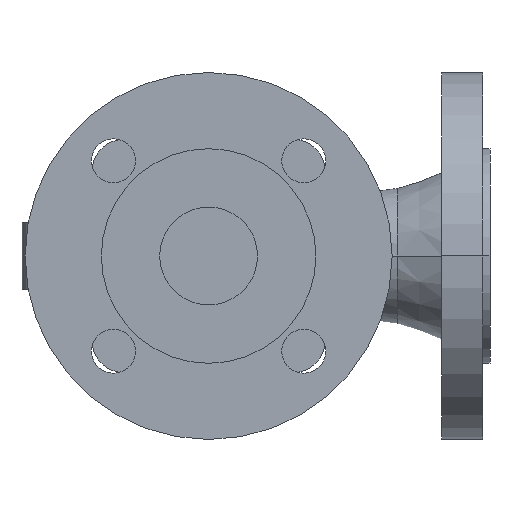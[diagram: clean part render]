
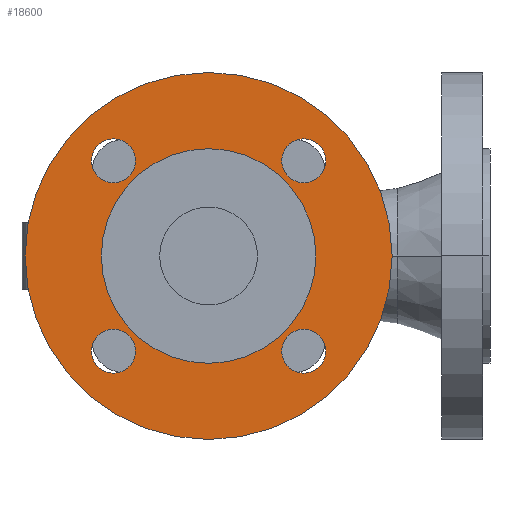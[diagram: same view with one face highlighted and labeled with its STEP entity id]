
A CAD part, front view. The second image highlights one B-rep face of the part: STEP entity #18600.
In plain terms, the highlighted planar face has unit normal (0, -1, 0).
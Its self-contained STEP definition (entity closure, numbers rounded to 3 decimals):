
#3540=CARTESIAN_POINT('',(-43.85,3.,0.));
#3550=VERTEX_POINT('',#3540);
#3710=CARTESIAN_POINT('',(43.85,3.,0.));
#3720=VERTEX_POINT('',#3710);
#3750=CARTESIAN_POINT('',(0.,3.,0.));
#3760=DIRECTION('',(0.,-1.,-0.));
#3770=DIRECTION('',(-1.,0.,0.));
#3780=AXIS2_PLACEMENT_3D('',#3750,#3760,#3770);
#3790=CIRCLE('',#3780,43.85);
#3800=EDGE_CURVE('',#3550,#3720,#3790,.T.);
#3940=CARTESIAN_POINT('',(-75.,3.,0.));
#3950=VERTEX_POINT('',#3940);
#4130=CARTESIAN_POINT('',(75.,3.,0.));
#4140=VERTEX_POINT('',#4130);
#4170=CARTESIAN_POINT('',(0.,3.,0.));
#4180=DIRECTION('',(0.,-1.,-0.));
#4190=DIRECTION('',(-1.,0.,0.));
#4200=AXIS2_PLACEMENT_3D('',#4170,#4180,#4190);
#4210=CIRCLE('',#4200,75.);
#4220=EDGE_CURVE('',#4140,#3950,#4210,.T.);
#11380=CARTESIAN_POINT('',(29.891,3.,-38.891));
#11390=VERTEX_POINT('',#11380);
#11420=CARTESIAN_POINT('',(38.891,3.,-38.891));
#11430=DIRECTION('',(-0.,1.,0.));
#11440=DIRECTION('',(1.,0.,0.));
#11450=AXIS2_PLACEMENT_3D('',#11420,#11430,#11440);
#11460=CIRCLE('',#11450,9.);
#11470=CARTESIAN_POINT('',(47.891,3.,-38.891));
#11480=VERTEX_POINT('',#11470);
#11490=EDGE_CURVE('',#11390,#11480,#11460,.T.);
#11800=CARTESIAN_POINT('',(29.891,3.,38.891));
#11810=VERTEX_POINT('',#11800);
#11970=CARTESIAN_POINT('',(47.891,3.,38.891));
#11980=VERTEX_POINT('',#11970);
#12010=CARTESIAN_POINT('',(38.891,3.,38.891));
#12020=DIRECTION('',(-0.,1.,0.));
#12030=DIRECTION('',(1.,0.,0.));
#12040=AXIS2_PLACEMENT_3D('',#12010,#12020,#12030);
#12050=CIRCLE('',#12040,9.);
#12060=EDGE_CURVE('',#11980,#11810,#12050,.T.);
#12220=CARTESIAN_POINT('',(-29.891,3.,38.891));
#12230=VERTEX_POINT('',#12220);
#12390=CARTESIAN_POINT('',(-47.891,3.,38.891));
#12400=VERTEX_POINT('',#12390);
#12430=CARTESIAN_POINT('',(-38.891,3.,38.891));
#12440=DIRECTION('',(-0.,1.,0.));
#12450=DIRECTION('',(1.,0.,0.));
#12460=AXIS2_PLACEMENT_3D('',#12430,#12440,#12450);
#12470=CIRCLE('',#12460,9.);
#12480=EDGE_CURVE('',#12400,#12230,#12470,.T.);
#12640=CARTESIAN_POINT('',(-47.891,3.,-38.891));
#12650=VERTEX_POINT('',#12640);
#12680=CARTESIAN_POINT('',(-38.891,3.,-38.891));
#12690=DIRECTION('',(-0.,1.,0.));
#12700=DIRECTION('',(1.,0.,0.));
#12710=AXIS2_PLACEMENT_3D('',#12680,#12690,#12700);
#12720=CIRCLE('',#12710,9.);
#12730=CARTESIAN_POINT('',(-29.891,3.,-38.891));
#12740=VERTEX_POINT('',#12730);
#12750=EDGE_CURVE('',#12650,#12740,#12720,.T.);
#18250=CARTESIAN_POINT('',(-59.425,3.,0.));
#18260=DIRECTION('',(0.,-1.,-0.));
#18270=DIRECTION('',(-1.,0.,0.));
#18280=AXIS2_PLACEMENT_3D('',#18250,#18260,#18270);
#18290=PLANE('',#18280);
#18300=EDGE_CURVE('',#12740,#12650,#12720,.T.);
#18310=ORIENTED_EDGE('',*,*,#18300,.T.);
#18320=ORIENTED_EDGE('',*,*,#12750,.T.);
#18330=EDGE_LOOP('',(#18320,#18310));
#18340=FACE_BOUND('',#18330,.T.);
#18350=EDGE_CURVE('',#12230,#12400,#12470,.T.);
#18360=ORIENTED_EDGE('',*,*,#18350,.T.);
#18370=ORIENTED_EDGE('',*,*,#12480,.T.);
#18380=EDGE_LOOP('',(#18370,#18360));
#18390=FACE_BOUND('',#18380,.T.);
#18400=EDGE_CURVE('',#11810,#11980,#12050,.T.);
#18410=ORIENTED_EDGE('',*,*,#18400,.T.);
#18420=ORIENTED_EDGE('',*,*,#12060,.T.);
#18430=EDGE_LOOP('',(#18420,#18410));
#18440=FACE_BOUND('',#18430,.T.);
#18450=EDGE_CURVE('',#11480,#11390,#11460,.T.);
#18460=ORIENTED_EDGE('',*,*,#18450,.T.);
#18470=ORIENTED_EDGE('',*,*,#11490,.T.);
#18480=EDGE_LOOP('',(#18470,#18460));
#18490=FACE_BOUND('',#18480,.T.);
#18500=EDGE_CURVE('',#3720,#3550,#3790,.T.);
#18510=ORIENTED_EDGE('',*,*,#18500,.F.);
#18520=ORIENTED_EDGE('',*,*,#3800,.F.);
#18530=EDGE_LOOP('',(#18520,#18510));
#18540=FACE_BOUND('',#18530,.T.);
#18550=EDGE_CURVE('',#3950,#4140,#4210,.T.);
#18560=ORIENTED_EDGE('',*,*,#18550,.T.);
#18570=ORIENTED_EDGE('',*,*,#4220,.T.);
#18580=EDGE_LOOP('',(#18570,#18560));
#18590=FACE_OUTER_BOUND('',#18580,.T.);
#18600=ADVANCED_FACE('',(#18340,#18390,#18440,#18490,#18540,#18590),
#18290,.T.);
